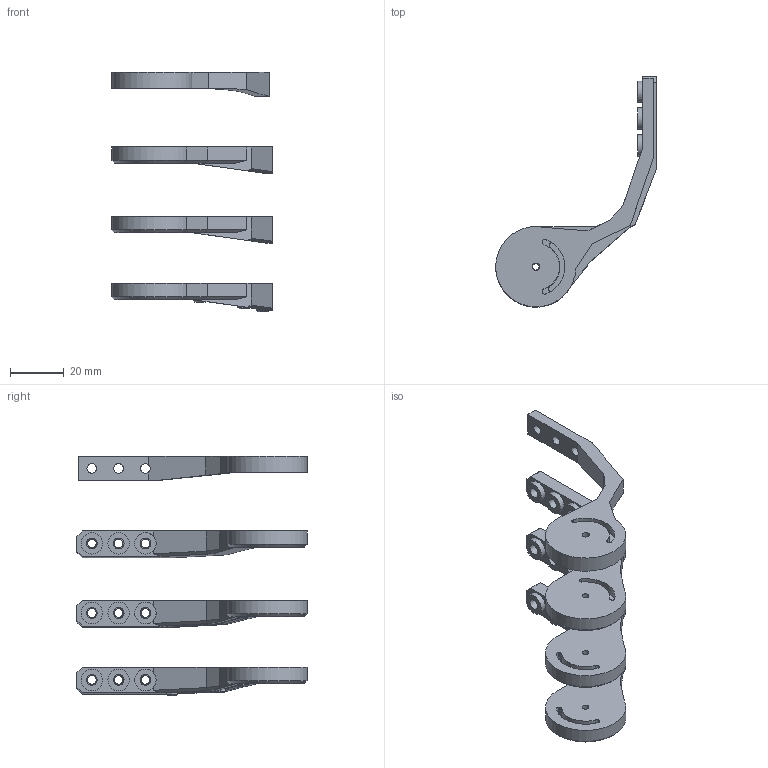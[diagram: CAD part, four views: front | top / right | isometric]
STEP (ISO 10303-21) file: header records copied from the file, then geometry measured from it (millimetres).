
FILE_DESCRIPTION(('FreeCAD Model'),'2;1');
FILE_NAME('Open CASCADE Shape Model','2025-05-09T15:46:53',(''),(''), 'Open CASCADE STEP processor 7.6','FreeCAD','Unknown');
FILE_SCHEMA(('AUTOMOTIVE_DESIGN { 1 0 10303 214 1 1 1 1 }'));
Length unit declared in the file: millimetre
Products named in the file (5): Unnamed; brazo nuevo con dibujo corredera corta opuesta (2); brazo derecho nuevo reforzado corredera corta (1); BRAZO_DER Original; Brazo derecho corredera corta opuesta y tornillos simulados (3)
Assembly tree (4 placements, depth 2):
  Unnamed
    brazo nuevo con dibujo corredera corta opuesta (2)
    brazo derecho nuevo reforzado corredera corta (1)
    BRAZO_DER Original
    Brazo derecho corredera corta opuesta y tornillos simulados (3)
Bounding box: 59.99 x 86 x 89.36 mm (x, y, z)
Volume: 31186.8 mm3; surface area: 19931.6 mm2
Topology: 4 solids, 4 shells, 294 faces, 758 edges, 497 vertices
Faces by surface type: plane 187, cylinder 92, bspline 8, cone 7
Full cylindrical faces by diameter (mm): 2.5 x3, 2.75 x1, 3.2 x9, 3.6 x3, 4 x9, 4.2 x3, 5 x3, 8 x9
Entity records: 21141 total; most frequent: CARTESIAN_POINT 6170, DIRECTION 2643, LINE 1543, VECTOR 1543, ORIENTED_EDGE 1516, PCURVE 1516, DEFINITIONAL_REPRESENTATION 1516, EDGE_CURVE 758
